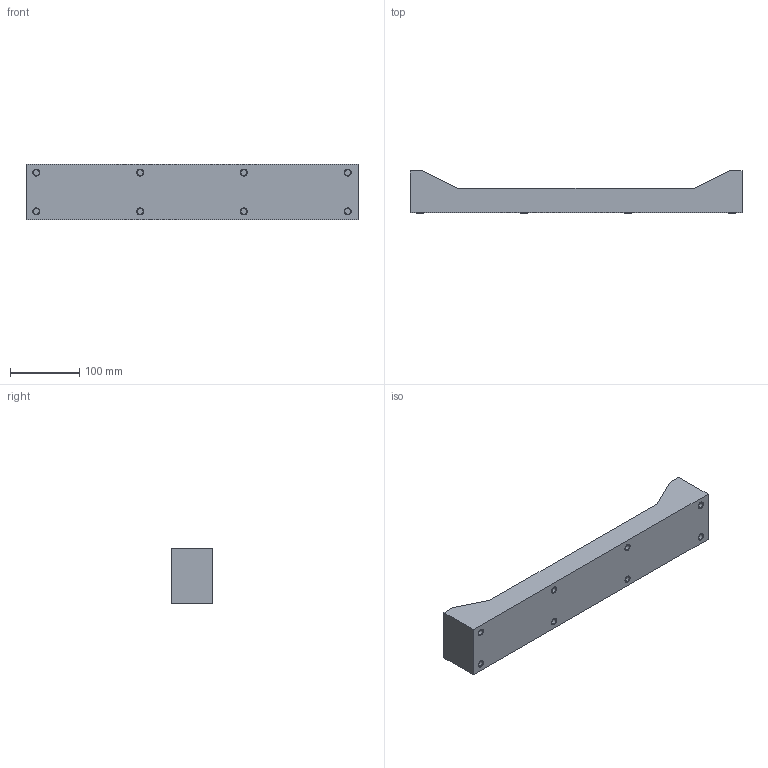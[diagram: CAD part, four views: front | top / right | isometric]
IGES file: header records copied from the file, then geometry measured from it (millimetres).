
Start section:  PTC IGES file: matryca.igs
Global section: file name: matryca.igs; native system: Pro/ENGINEER by Parametric Technology Corporation; preprocessor: 2004290; author: User; organization: Unknown; date: 140428.170232; units: millimetre
Bounding box: 480 x 60.64 x 80 mm (x, y, z)
Surface area: 148387.7 mm2 (no closed solid volume)
Topology: 0 solids, 0 shells, 136 faces, 900 edges, 996 vertices
Faces by surface type: revolution 70, bspline 66
